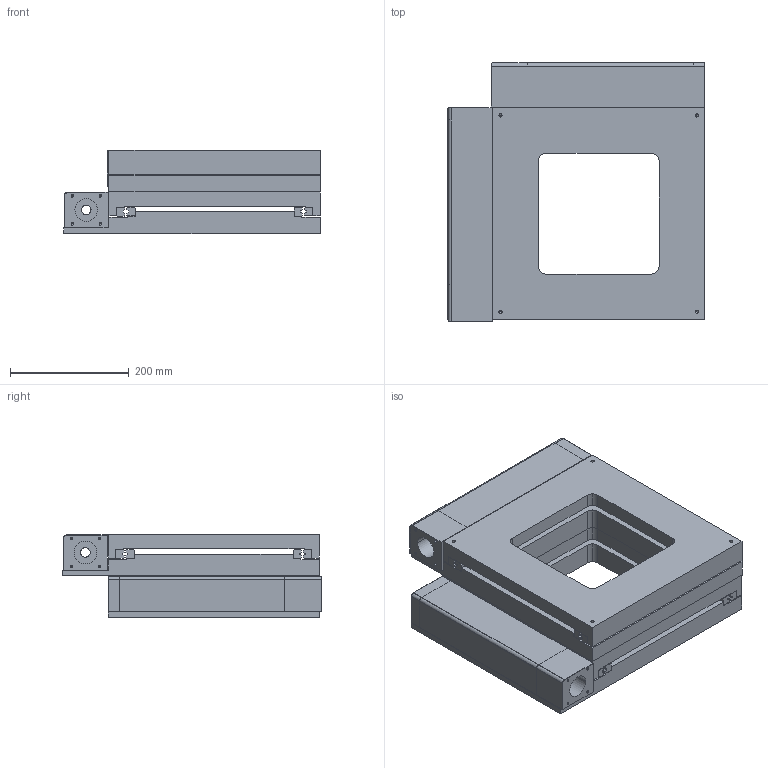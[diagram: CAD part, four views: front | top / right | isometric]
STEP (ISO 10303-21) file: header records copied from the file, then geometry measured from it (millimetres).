
FILE_DESCRIPTION((''),'2;1');
FILE_NAME('SDDZ14-6.stp','2004-02-26T16:22:15',('raulmb'),(''),'Autodesk Inventor (tm) 5.3','Autodesk Inventor (tm) 5.3','');
FILE_SCHEMA(('CONFIG_CONTROL_DESIGN'));
Length unit declared in the file: inch
Products named in the file (7): SDDZ14-6; SDDZ14-6 RAIL-A; SDDZ14-6 MEP; SDDZ14-6 OUTEP; SDDZ14-6 COVER; SDDZ14-6 BOTTOM_BASE; SDDZ14-6 TOP_BASE
Assembly tree (18 placements, depth 2):
  SDDZ14-6
    SDDZ14-6 RAIL-A  x8
    SDDZ14-6 MEP  x2
    SDDZ14-6 OUTEP  x2
    SDDZ14-6 COVER  x2
    SDDZ14-6 BOTTOM_BASE  x2
    SDDZ14-6 TOP_BASE  x2
Bounding box: 431.8 x 434.98 x 139.7 mm (x, y, z)
Volume: 11794819.5 mm3; surface area: 1560233.2 mm2
Topology: 18 solids, 18 shells, 402 faces, 1036 edges, 664 vertices
Faces by surface type: plane 244, bspline 114, cylinder 44
Entity records: 6563 total; most frequent: CARTESIAN_POINT 1701, ORIENTED_EDGE 752, DIRECTION 734, EDGE_CURVE 376, VECTOR 260, LINE 260, VERTEX_POINT 248, AXIS2_PLACEMENT_3D 237
